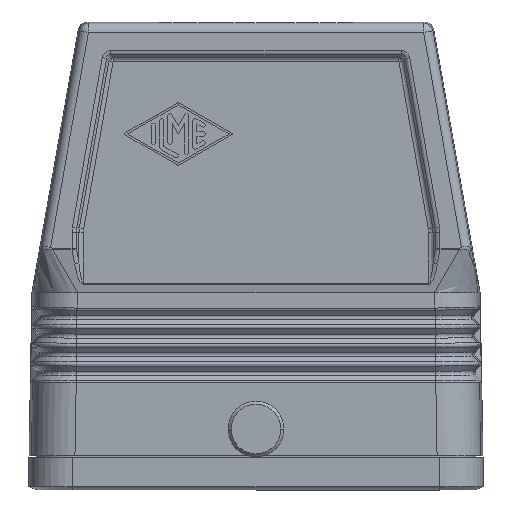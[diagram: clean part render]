
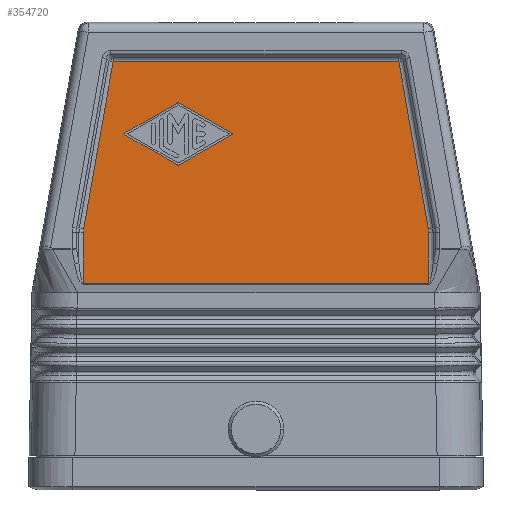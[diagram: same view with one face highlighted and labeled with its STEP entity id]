
A CAD part, left-side view. The second image highlights one B-rep face of the part: STEP entity #354720.
In plain terms, the highlighted planar face has unit normal (-1, 0, 0).
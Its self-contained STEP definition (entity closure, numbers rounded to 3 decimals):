
#32810=CARTESIAN_POINT('',(74.12,54.827,
50.993));
#32820=DIRECTION('',(1.,0.,0.));
#32830=DIRECTION('',(0.,1.,0.));
#32840=AXIS2_PLACEMENT_3D('',#32810,#32820,#32830);
#32850=PLANE('',#32840);
#32860=CARTESIAN_POINT('',(74.12,25.163,
48.623));
#32870=DIRECTION('',(0.,0.868,0.496));
#32880=VECTOR('',#32870,1.);
#32890=LINE('',#32860,#32880);
#32900=CARTESIAN_POINT('',(74.12,31.324,
52.145));
#32910=VERTEX_POINT('',#32900);
#32920=CARTESIAN_POINT('',(74.12,39.74,
56.956));
#32930=VERTEX_POINT('',#32920);
#32940=EDGE_CURVE('',#32910,#32930,#32890,.T.);
#32960=CARTESIAN_POINT('',(74.12,31.407,52.));
#32970=DIRECTION('',(-1.,0.,0.));
#32980=DIRECTION('',(0.,-1.,0.));
#32990=AXIS2_PLACEMENT_3D('',#32960,#32970,#32980);
#33000=CIRCLE('',#32990,0.167);
#33010=CARTESIAN_POINT('',(74.12,31.324,
51.855));
#33020=VERTEX_POINT('',#33010);
#33030=EDGE_CURVE('',#33020,#32910,#33000,.T.);
#33050=CARTESIAN_POINT('',(74.12,25.163,
55.377));
#33060=DIRECTION('',(0.,-0.868,0.496));
#33070=VECTOR('',#33060,1.);
#33080=LINE('',#33050,#33070);
#33090=CARTESIAN_POINT('',(74.12,39.74,
47.044));
#33100=VERTEX_POINT('',#33090);
#33110=EDGE_CURVE('',#33100,#33020,#33080,.T.);
#33130=CARTESIAN_POINT('',(74.12,39.906,47.334));
#33140=DIRECTION('',(-1.,0.,0.));
#33150=DIRECTION('',(0.,-1.,0.));
#33160=AXIS2_PLACEMENT_3D('',#33130,#33140,#33150);
#33170=CIRCLE('',#33160,0.333);
#33180=CARTESIAN_POINT('',(74.12,40.071,
47.044));
#33190=VERTEX_POINT('',#33180);
#33200=EDGE_CURVE('',#33190,#33100,#33170,.T.);
#33220=CARTESIAN_POINT('',(74.12,25.163,
38.523));
#33230=DIRECTION('',(0.,-0.868,-0.496));
#33240=VECTOR('',#33230,1.);
#33250=LINE('',#33220,#33240);
#33260=CARTESIAN_POINT('',(74.12,48.487,
51.855));
#33270=VERTEX_POINT('',#33260);
#33280=EDGE_CURVE('',#33270,#33190,#33250,.T.);
#33300=CARTESIAN_POINT('',(74.12,48.405,52.));
#33310=DIRECTION('',(-1.,0.,0.));
#33320=DIRECTION('',(0.,-1.,0.));
#33330=AXIS2_PLACEMENT_3D('',#33300,#33310,#33320);
#33340=CIRCLE('',#33330,0.167);
#33350=CARTESIAN_POINT('',(74.12,48.487,
52.145));
#33360=VERTEX_POINT('',#33350);
#33370=EDGE_CURVE('',#33360,#33270,#33340,.T.);
#33390=CARTESIAN_POINT('',(74.12,25.163,
65.477));
#33400=DIRECTION('',(0.,0.868,-0.496));
#33410=VECTOR('',#33400,1.);
#33420=LINE('',#33390,#33410);
#33430=CARTESIAN_POINT('',(74.12,40.071,
56.956));
#33440=VERTEX_POINT('',#33430);
#33450=EDGE_CURVE('',#33440,#33360,#33420,.T.);
#33470=CARTESIAN_POINT('',(74.12,39.906,56.666));
#33480=DIRECTION('',(-1.,0.,0.));
#33490=DIRECTION('',(0.,-1.,0.));
#33500=AXIS2_PLACEMENT_3D('',#33470,#33480,#33490);
#33510=CIRCLE('',#33500,0.333);
#33520=EDGE_CURVE('',#32930,#33440,#33510,.T.);
#34570=CARTESIAN_POINT('',(74.12,-0.345,
36.149));
#34580=VERTEX_POINT('',#34570);
#34630=CARTESIAN_POINT('',(74.12,-0.291,
36.762));
#34640=CARTESIAN_POINT('',(74.12,-0.295,
36.74));
#34650=CARTESIAN_POINT('',(74.12,-0.299,
36.717));
#34660=CARTESIAN_POINT('',(74.12,-0.304,
36.685));
#34670=CARTESIAN_POINT('',(74.12,-0.306,
36.675));
#34680=CARTESIAN_POINT('',(74.12,-0.317,
36.597));
#34690=CARTESIAN_POINT('',(74.12,-0.325,
36.527));
#34700=CARTESIAN_POINT('',(74.12,-0.332,
36.457));
#34710=CARTESIAN_POINT('',(74.12,-0.338,
36.384));
#34720=CARTESIAN_POINT('',(74.12,-0.342,
36.312));
#34730=CARTESIAN_POINT('',(74.12,-0.344,
36.232));
#34740=CARTESIAN_POINT('',(74.12,-0.344,
36.225));
#34750=CARTESIAN_POINT('',(74.12,-0.345,
36.195));
#34760=CARTESIAN_POINT('',(74.12,-0.345,
36.172));
#34770=CARTESIAN_POINT('',(74.12,-0.345,
36.149));
#34780=B_SPLINE_CURVE_WITH_KNOTS('',3,(#34630,#34640,#34650,#34660,
#34670,#34680,#34690,#34700,#34710,#34720,#34730,#34740,#34750,#34760,
#34770),.UNSPECIFIED.,.F.,.F.,(4,2,2,3,2,2,4),(0.,0.077,
0.107,0.339,0.579,0.602,
0.678),.UNSPECIFIED.);
#34790=CARTESIAN_POINT('',(74.12,-0.291,
36.762));
#34800=VERTEX_POINT('',#34790);
#34810=EDGE_CURVE('',#34800,#34580,#34780,.T.);
#216390=CARTESIAN_POINT('',(74.12,-0.345,
27.959));
#216400=VERTEX_POINT('',#216390);
#216580=CARTESIAN_POINT('',(74.12,55.165,
27.959));
#216590=VERTEX_POINT('',#216580);
#216620=CARTESIAN_POINT('',(74.12,25.163,
27.959));
#216630=DIRECTION('',(0.,1.,0.));
#216640=VECTOR('',#216630,1.);
#216650=LINE('',#216620,#216640);
#216660=EDGE_CURVE('',#216400,#216590,#216650,.T.);
#354020=CARTESIAN_POINT('',(74.12,55.165,
34.229));
#354030=DIRECTION('',(0.,0.,1.));
#354040=VECTOR('',#354030,1.);
#354050=LINE('',#354020,#354040);
#354060=CARTESIAN_POINT('',(74.12,55.165,
36.155));
#354070=VERTEX_POINT('',#354060);
#354080=EDGE_CURVE('',#216590,#354070,#354050,.T.);
#354090=ORIENTED_EDGE('',*,*,#354080,.F.);
#354100=CARTESIAN_POINT('',(74.12,55.165,
36.155));
#354110=CARTESIAN_POINT('',(74.12,55.165,
36.178));
#354120=CARTESIAN_POINT('',(74.12,55.165,
36.201));
#354130=CARTESIAN_POINT('',(74.12,55.164,
36.233));
#354140=CARTESIAN_POINT('',(74.12,55.164,
36.243));
#354150=CARTESIAN_POINT('',(74.12,55.162,
36.322));
#354160=CARTESIAN_POINT('',(74.12,55.158,
36.392));
#354170=CARTESIAN_POINT('',(74.12,55.152,
36.463));
#354180=CARTESIAN_POINT('',(74.12,55.145,
36.535));
#354190=CARTESIAN_POINT('',(74.12,55.137,
36.607));
#354200=CARTESIAN_POINT('',(74.12,55.125,
36.686));
#354210=CARTESIAN_POINT('',(74.12,55.124,
36.693));
#354220=CARTESIAN_POINT('',(74.12,55.119,
36.723));
#354230=CARTESIAN_POINT('',(74.12,55.115,
36.745));
#354240=CARTESIAN_POINT('',(74.12,55.111,
36.768));
#354250=B_SPLINE_CURVE_WITH_KNOTS('',3,(#354100,#354110,#354120,#354130,
#354140,#354150,#354160,#354170,#354180,#354190,#354200,#354210,#354220,
#354230,#354240),.UNSPECIFIED.,.F.,.F.,(4,2,2,3,2,2,4),(0.,
0.077,0.107,0.339,0.579
,0.602,0.678),.UNSPECIFIED.);
#354260=CARTESIAN_POINT('',(74.12,55.111,
36.768));
#354270=VERTEX_POINT('',#354260);
#354280=EDGE_CURVE('',#354070,#354270,#354250,.T.);
#354290=ORIENTED_EDGE('',*,*,#354280,.F.);
#354300=CARTESIAN_POINT('',(74.12,55.559,
34.229));
#354310=DIRECTION('',(0.,-0.174,0.985));
#354320=VECTOR('',#354310,1.);
#354330=LINE('',#354300,#354320);
#354340=CARTESIAN_POINT('',(74.12,50.387,
63.586));
#354350=VERTEX_POINT('',#354340);
#354360=EDGE_CURVE('',#354270,#354350,#354330,.T.);
#354370=ORIENTED_EDGE('',*,*,#354360,.F.);
#354380=CARTESIAN_POINT('',(74.12,25.163,
63.586));
#354390=DIRECTION('',(0.,1.,0.));
#354400=VECTOR('',#354390,1.);
#354410=LINE('',#354380,#354400);
#354420=CARTESIAN_POINT('',(74.12,4.434,
63.586));
#354430=VERTEX_POINT('',#354420);
#354440=EDGE_CURVE('',#354430,#354350,#354410,.T.);
#354450=ORIENTED_EDGE('',*,*,#354440,.T.);
#354460=CARTESIAN_POINT('',(74.12,-0.738,
34.229));
#354470=DIRECTION('',(0.,0.174,0.985));
#354480=VECTOR('',#354470,1.);
#354490=LINE('',#354460,#354480);
#354500=EDGE_CURVE('',#34800,#354430,#354490,.T.);
#354510=ORIENTED_EDGE('',*,*,#354500,.T.);
#354520=ORIENTED_EDGE('',*,*,#34810,.F.);
#354530=CARTESIAN_POINT('',(74.12,-0.345,
34.229));
#354540=DIRECTION('',(0.,0.,1.));
#354550=VECTOR('',#354540,1.);
#354560=LINE('',#354530,#354550);
#354570=EDGE_CURVE('',#216400,#34580,#354560,.T.);
#354580=ORIENTED_EDGE('',*,*,#354570,.T.);
#354590=ORIENTED_EDGE('',*,*,#216660,.F.);
#354600=EDGE_LOOP('',(#354590,#354580,#354520,#354510,#354450,#354370,
#354290,#354090));
#354610=FACE_OUTER_BOUND('',#354600,.T.);
#354620=ORIENTED_EDGE('',*,*,#33450,.F.);
#354630=ORIENTED_EDGE('',*,*,#33370,.F.);
#354640=ORIENTED_EDGE('',*,*,#33280,.F.);
#354650=ORIENTED_EDGE('',*,*,#33200,.F.);
#354660=ORIENTED_EDGE('',*,*,#33110,.F.);
#354670=ORIENTED_EDGE('',*,*,#33030,.F.);
#354680=ORIENTED_EDGE('',*,*,#32940,.F.);
#354690=ORIENTED_EDGE('',*,*,#33520,.F.);
#354700=EDGE_LOOP('',(#354690,#354680,#354670,#354660,#354650,#354640,
#354630,#354620));
#354710=FACE_BOUND('',#354700,.T.);
#354720=ADVANCED_FACE('',(#354610,#354710),#32850,.F.);
